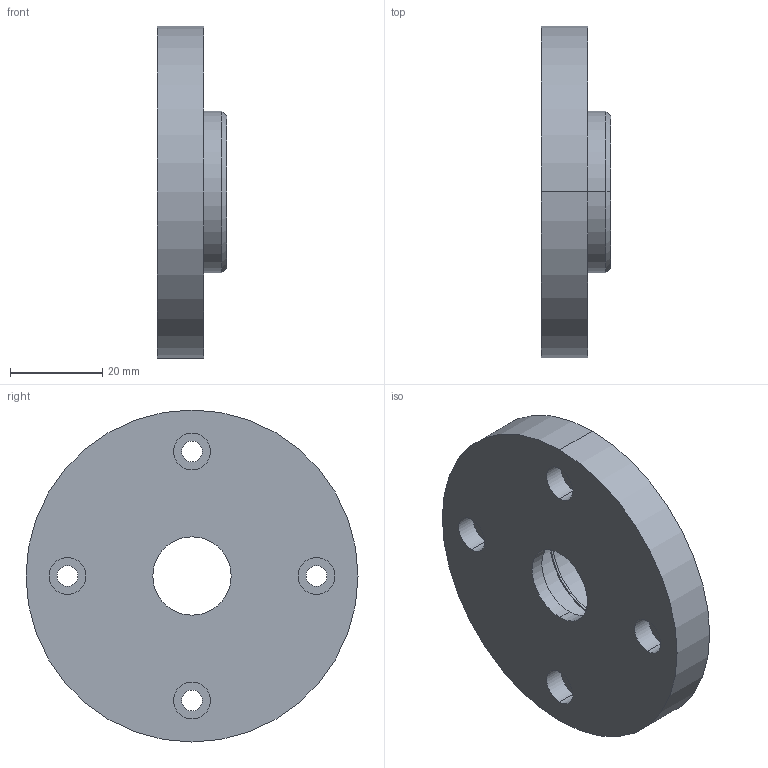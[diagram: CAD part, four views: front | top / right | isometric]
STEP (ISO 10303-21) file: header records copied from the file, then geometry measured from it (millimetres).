
FILE_DESCRIPTION (( 'STEP AP214' ), '1' );
FILE_NAME ('Couvercle roulement.STEP', '2022-01-31T16:31:45', ( '' ), ( '' ), 'SwSTEP 2.0', 'SolidWorks 2020', '' );
FILE_SCHEMA (( 'AUTOMOTIVE_DESIGN' ));
Length unit declared in the file: millimetre
Products named in the file (1): Couvercle roulement
Bounding box: 15 x 72 x 72 mm (x, y, z)
Volume: 37190.8 mm3; surface area: 12254.7 mm2
Topology: 1 solids, 1 shells, 40 faces, 88 edges, 58 vertices
Faces by surface type: cylinder 28, plane 10, cone 2
Entity records: 1188 total; most frequent: DIRECTION 228, CARTESIAN_POINT 187, ORIENTED_EDGE 176, AXIS2_PLACEMENT_3D 99, EDGE_CURVE 88, EDGE_LOOP 58, VERTEX_POINT 58, CIRCLE 58
